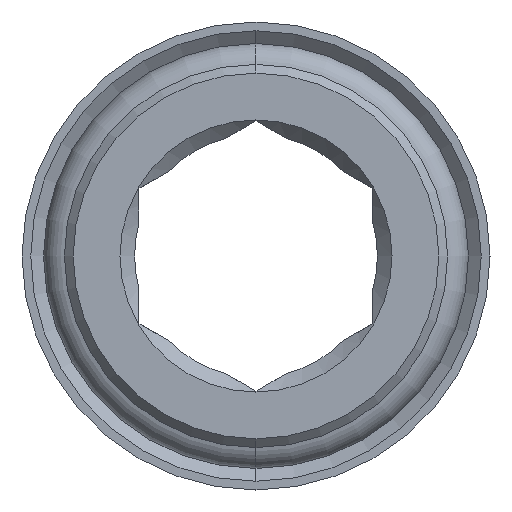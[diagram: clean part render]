
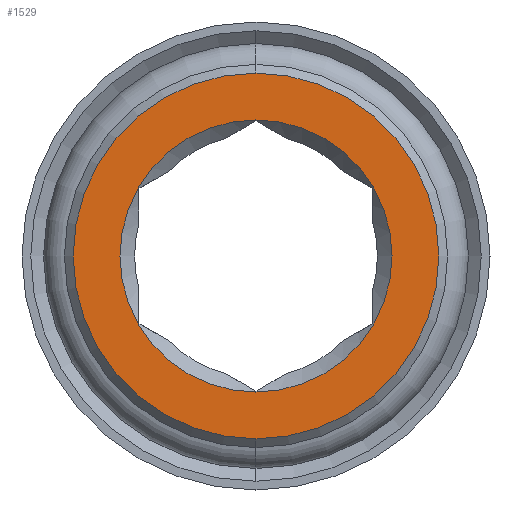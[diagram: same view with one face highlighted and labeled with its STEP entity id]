
A CAD part, left-side view. The second image highlights one B-rep face of the part: STEP entity #1529.
In plain terms, the highlighted planar face has unit normal (-1, 0, 0).
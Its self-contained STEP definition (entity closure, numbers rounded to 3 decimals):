
#65 = VERTEX_POINT ( 'NONE', #352 ) ;
#109 = EDGE_CURVE ( 'NONE', #65, #111, #408, .T. ) ;
#111 = VERTEX_POINT ( 'NONE', #393 ) ;
#136 = VERTEX_POINT ( 'NONE', #488 ) ;
#139 = VERTEX_POINT ( 'NONE', #485 ) ;
#141 = EDGE_CURVE ( 'NONE', #136, #139, #480, .T. ) ;
#352 = CARTESIAN_POINT ( 'NONE',  ( -83., 0., 6.25 ) ) ;
#393 = CARTESIAN_POINT ( 'NONE',  ( -83., 0., -6.25 ) ) ;
#395 = DIRECTION ( 'NONE',  ( 0., 0., -1. ) ) ;
#396 = DIRECTION ( 'NONE',  ( -1., 0., 0. ) ) ;
#397 = AXIS2_PLACEMENT_3D ( 'NONE', #404, #396, #395 ) ;
#404 = CARTESIAN_POINT ( 'NONE',  ( -83., 0., 0. ) ) ;
#408 = CIRCLE ( 'NONE', #397, 6.25 ) ;
#472 = DIRECTION ( 'NONE',  ( 0., 0., -1. ) ) ;
#473 = DIRECTION ( 'NONE',  ( 1., 0., 0. ) ) ;
#474 = CARTESIAN_POINT ( 'NONE',  ( -83., 0., 0. ) ) ;
#475 = AXIS2_PLACEMENT_3D ( 'NONE', #474, #473, #472 ) ;
#480 = CIRCLE ( 'NONE', #475, 4.65 ) ;
#485 = CARTESIAN_POINT ( 'NONE',  ( -83., 0., -4.65 ) ) ;
#488 = CARTESIAN_POINT ( 'NONE',  ( -83., 0., 4.65 ) ) ;
#941 = AXIS2_PLACEMENT_3D ( 'NONE', #991, #990, #989 ) ;
#989 = DIRECTION ( 'NONE',  ( 0., 0., -1. ) ) ;
#990 = DIRECTION ( 'NONE',  ( 1., 0., 0. ) ) ;
#991 = CARTESIAN_POINT ( 'NONE',  ( -83., 7.5, 0. ) ) ;
#995 = PLANE ( 'NONE',  #941 ) ;
#996 = FACE_BOUND ( 'NONE', #1546, .T. ) ;
#997 = FACE_OUTER_BOUND ( 'NONE', #1566, .T. ) ;
#1008 = DIRECTION ( 'NONE',  ( 0., 0., -1. ) ) ;
#1009 = DIRECTION ( 'NONE',  ( -1., 0., 0. ) ) ;
#1010 = CARTESIAN_POINT ( 'NONE',  ( -83., 0., 0. ) ) ;
#1011 = AXIS2_PLACEMENT_3D ( 'NONE', #1010, #1009, #1008 ) ;
#1013 = CIRCLE ( 'NONE', #1011, 6.25 ) ;
#1037 = DIRECTION ( 'NONE',  ( 0., 0., -1. ) ) ;
#1038 = DIRECTION ( 'NONE',  ( 1., 0., 0. ) ) ;
#1039 = CARTESIAN_POINT ( 'NONE',  ( -83., 0., 0. ) ) ;
#1040 = AXIS2_PLACEMENT_3D ( 'NONE', #1039, #1038, #1037 ) ;
#1049 = CIRCLE ( 'NONE', #1040, 4.65 ) ;
#1529 = ADVANCED_FACE ( 'NONE', ( #997, #996 ), #995, .F. ) ;
#1532 = ORIENTED_EDGE ( 'NONE', *, *, #1557, .T. ) ;
#1533 = ORIENTED_EDGE ( 'NONE', *, *, #109, .T. ) ;
#1535 = ORIENTED_EDGE ( 'NONE', *, *, #141, .T. ) ;
#1537 = ORIENTED_EDGE ( 'NONE', *, *, #1569, .T. ) ;
#1546 = EDGE_LOOP ( 'NONE', ( #1535, #1537 ) ) ;
#1557 = EDGE_CURVE ( 'NONE', #111, #65, #1013, .T. ) ;
#1566 = EDGE_LOOP ( 'NONE', ( #1532, #1533 ) ) ;
#1569 = EDGE_CURVE ( 'NONE', #139, #136, #1049, .T. ) ;
